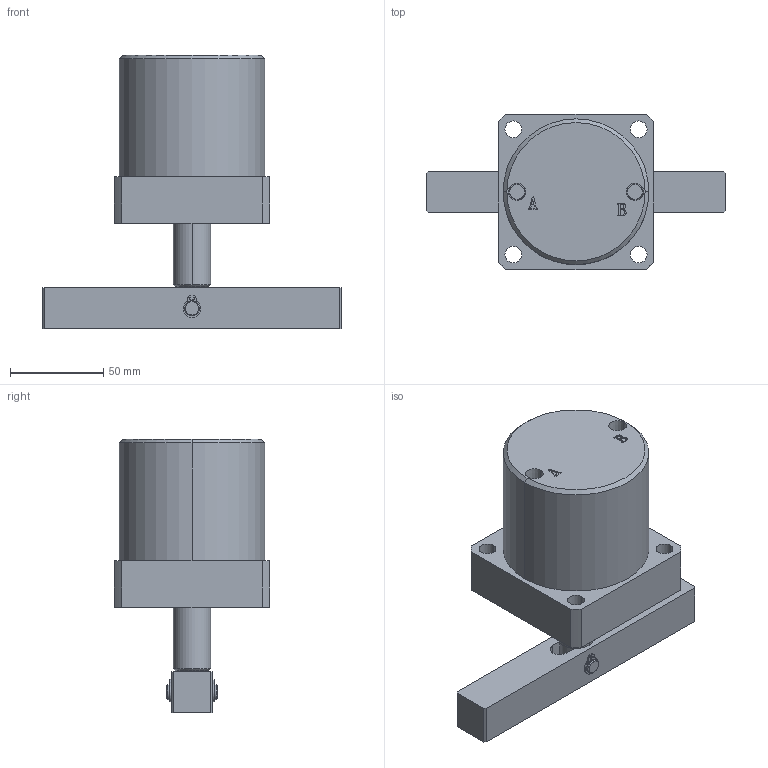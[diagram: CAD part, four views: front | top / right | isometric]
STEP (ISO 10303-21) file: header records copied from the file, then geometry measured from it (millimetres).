
FILE_DESCRIPTION (( 'STEP AP203' ), '1' );
FILE_NAME ('HASC-FA63D.STEP', '2020-10-24T05:37:25', ( '微软用户' ), ( '微软中国' ), 'SwSTEP 2.0', 'SolidWorks 2012', '' );
FILE_SCHEMA (( 'CONFIG_CONTROL_DESIGN' ));
Length unit declared in the file: millimetre
Products named in the file (6): circlips for shaft--type a small gb_GB_CONNECTING_PIECE_RING_RRA 8; HASC-FA63D; HASC-FA63D种隊; HASC-63D活塞杆; HASC-FA63D邧揤旋; HASC-FA63掛极
Assembly tree (6 placements, depth 2):
  HASC-FA63D
    HASC-FA63掛极
    HASC-63D活塞杆
    HASC-FA63D邧揤旋
    HASC-FA63D种隊
    circlips for shaft--type a small gb_GB_CONNECTING_PIECE_RING_RRA 8  x2
Bounding box: 160 x 83 x 146.5 mm (x, y, z)
Volume: 461506.2 mm3; surface area: 88510.6 mm2
Topology: 6 solids, 6 shells, 216 faces, 527 edges, 344 vertices
Faces by surface type: plane 91, cylinder 85, cone 18, bspline 16, torus 6
Entity records: 7132 total; most frequent: CARTESIAN_POINT 1832, DIRECTION 986, ORIENTED_EDGE 940, EDGE_CURVE 470, AXIS2_PLACEMENT_3D 364, VERTEX_POINT 306, LINE 258, VECTOR 258
